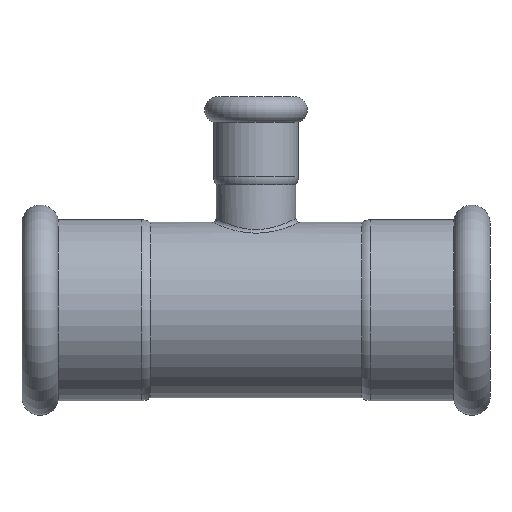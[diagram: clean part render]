
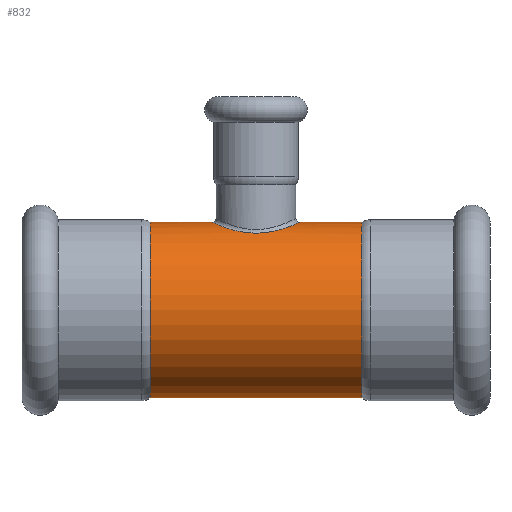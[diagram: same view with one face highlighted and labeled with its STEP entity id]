
A CAD part, front view. The second image highlights one B-rep face of the part: STEP entity #832.
In plain terms, the highlighted cylindrical face has radius 22 mm (diameter 44 mm), a full revolution.
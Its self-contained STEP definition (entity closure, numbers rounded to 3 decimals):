
#17=B_SPLINE_CURVE_WITH_KNOTS('',3,(#1612,#1613,#1614,#1615,#1616,#1617,
#1618,#1619,#1620,#1621,#1622,#1623,#1624,#1625,#1626,#1627,#1628,#1629),
 .UNSPECIFIED.,.T.,.F.,(4,1,1,1,1,1,1,1,1,1,1,1,1,1,1,4),(-6.126,
-5.689,-5.251,-4.813,-4.376,
-3.792,-3.501,-3.209,-2.917,
-2.626,-2.188,-1.75,-1.313,
-0.875,-0.438,0.),.UNSPECIFIED.);
#27=FACE_BOUND('',#153,.T.);
#42=LINE('',#1641,#64);
#64=VECTOR('',#1222,22.);
#84=CYLINDRICAL_SURFACE('',#962,22.);
#113=FACE_OUTER_BOUND('',#152,.T.);
#152=EDGE_LOOP('',(#671,#672,#673,#674,#675,#676,#677,#678));
#153=EDGE_LOOP('',(#679));
#243=CIRCLE('',#963,22.);
#244=CIRCLE('',#964,22.);
#245=CIRCLE('',#965,22.);
#246=CIRCLE('',#966,22.);
#247=CIRCLE('',#967,22.);
#248=CIRCLE('',#968,22.);
#343=VERTEX_POINT('',#1586);
#347=VERTEX_POINT('',#1635);
#348=VERTEX_POINT('',#1636);
#349=VERTEX_POINT('',#1638);
#350=VERTEX_POINT('',#1640);
#351=VERTEX_POINT('',#1642);
#352=VERTEX_POINT('',#1644);
#466=EDGE_CURVE('',#343,#343,#17,.T.);
#469=EDGE_CURVE('',#347,#348,#243,.T.);
#470=EDGE_CURVE('',#349,#347,#244,.T.);
#471=EDGE_CURVE('',#349,#350,#42,.T.);
#472=EDGE_CURVE('',#350,#351,#245,.T.);
#473=EDGE_CURVE('',#351,#352,#246,.T.);
#474=EDGE_CURVE('',#352,#350,#247,.T.);
#475=EDGE_CURVE('',#348,#349,#248,.T.);
#671=ORIENTED_EDGE('',*,*,#469,.F.);
#672=ORIENTED_EDGE('',*,*,#470,.F.);
#673=ORIENTED_EDGE('',*,*,#471,.T.);
#674=ORIENTED_EDGE('',*,*,#472,.T.);
#675=ORIENTED_EDGE('',*,*,#473,.T.);
#676=ORIENTED_EDGE('',*,*,#474,.T.);
#677=ORIENTED_EDGE('',*,*,#471,.F.);
#678=ORIENTED_EDGE('',*,*,#475,.F.);
#679=ORIENTED_EDGE('',*,*,#466,.F.);
#832=ADVANCED_FACE('',(#113,#27),#84,.T.);
#962=AXIS2_PLACEMENT_3D('',#1634,#1216,#1217);
#963=AXIS2_PLACEMENT_3D('',#1637,#1218,#1219);
#964=AXIS2_PLACEMENT_3D('',#1639,#1220,#1221);
#965=AXIS2_PLACEMENT_3D('',#1643,#1223,#1224);
#966=AXIS2_PLACEMENT_3D('',#1645,#1225,#1226);
#967=AXIS2_PLACEMENT_3D('',#1646,#1227,#1228);
#968=AXIS2_PLACEMENT_3D('',#1647,#1229,#1230);
#1216=DIRECTION('center_axis',(1.,0.,0.));
#1217=DIRECTION('ref_axis',(0.,1.,0.));
#1218=DIRECTION('center_axis',(1.,0.,0.));
#1219=DIRECTION('ref_axis',(0.,1.,0.));
#1220=DIRECTION('center_axis',(1.,0.,0.));
#1221=DIRECTION('ref_axis',(0.,1.,0.));
#1222=DIRECTION('',(-1.,0.,0.));
#1223=DIRECTION('center_axis',(1.,0.,0.));
#1224=DIRECTION('ref_axis',(0.,1.,0.));
#1225=DIRECTION('center_axis',(1.,0.,0.));
#1226=DIRECTION('ref_axis',(0.,1.,0.));
#1227=DIRECTION('center_axis',(1.,0.,0.));
#1228=DIRECTION('ref_axis',(0.,1.,0.));
#1229=DIRECTION('center_axis',(1.,0.,0.));
#1230=DIRECTION('ref_axis',(0.,1.,0.));
#1586=CARTESIAN_POINT('',(0.,10.522,19.321));
#1612=CARTESIAN_POINT('Ctrl Pts',(0.,10.522,
19.321));
#1613=CARTESIAN_POINT('Ctrl Pts',(-1.672,10.522,19.321));
#1614=CARTESIAN_POINT('Ctrl Pts',(-4.996,9.769,19.754));
#1615=CARTESIAN_POINT('Ctrl Pts',(-8.853,6.805,21.043));
#1616=CARTESIAN_POINT('Ctrl Pts',(-11.091,2.483,22.037));
#1617=CARTESIAN_POINT('Ctrl Pts',(-11.089,-3.037,22.043));
#1618=CARTESIAN_POINT('Ctrl Pts',(-8.485,-7.244,20.868));
#1619=CARTESIAN_POINT('Ctrl Pts',(-4.89,-9.596,19.814));
#1620=CARTESIAN_POINT('Ctrl Pts',(-1.697,-10.562,19.301));
#1621=CARTESIAN_POINT('Ctrl Pts',(1.698,-10.561,19.299));
#1622=CARTESIAN_POINT('Ctrl Pts',(5.422,-9.437,19.902));
#1623=CARTESIAN_POINT('Ctrl Pts',(8.855,-6.807,21.04));
#1624=CARTESIAN_POINT('Ctrl Pts',(11.09,-2.482,22.04));
#1625=CARTESIAN_POINT('Ctrl Pts',(11.09,2.481,22.038));
#1626=CARTESIAN_POINT('Ctrl Pts',(8.854,6.808,21.043));
#1627=CARTESIAN_POINT('Ctrl Pts',(4.995,9.768,19.755));
#1628=CARTESIAN_POINT('Ctrl Pts',(1.672,10.522,19.321));
#1629=CARTESIAN_POINT('Ctrl Pts',(0.,10.522,
19.321));
#1634=CARTESIAN_POINT('Origin',(22.1,0.,0.));
#1635=CARTESIAN_POINT('',(26.55,22.,0.));
#1636=CARTESIAN_POINT('',(26.55,0.,22.));
#1637=CARTESIAN_POINT('Origin',(26.55,0.,0.));
#1638=CARTESIAN_POINT('',(26.55,-22.,0.));
#1639=CARTESIAN_POINT('Origin',(26.55,0.,0.));
#1640=CARTESIAN_POINT('',(-26.55,-22.,0.));
#1641=CARTESIAN_POINT('',(22.1,-22.,0.));
#1642=CARTESIAN_POINT('',(-26.55,22.,0.));
#1643=CARTESIAN_POINT('Origin',(-26.55,0.,0.));
#1644=CARTESIAN_POINT('',(-26.55,0.,22.));
#1645=CARTESIAN_POINT('Origin',(-26.55,0.,0.));
#1646=CARTESIAN_POINT('Origin',(-26.55,0.,0.));
#1647=CARTESIAN_POINT('Origin',(26.55,0.,0.));
